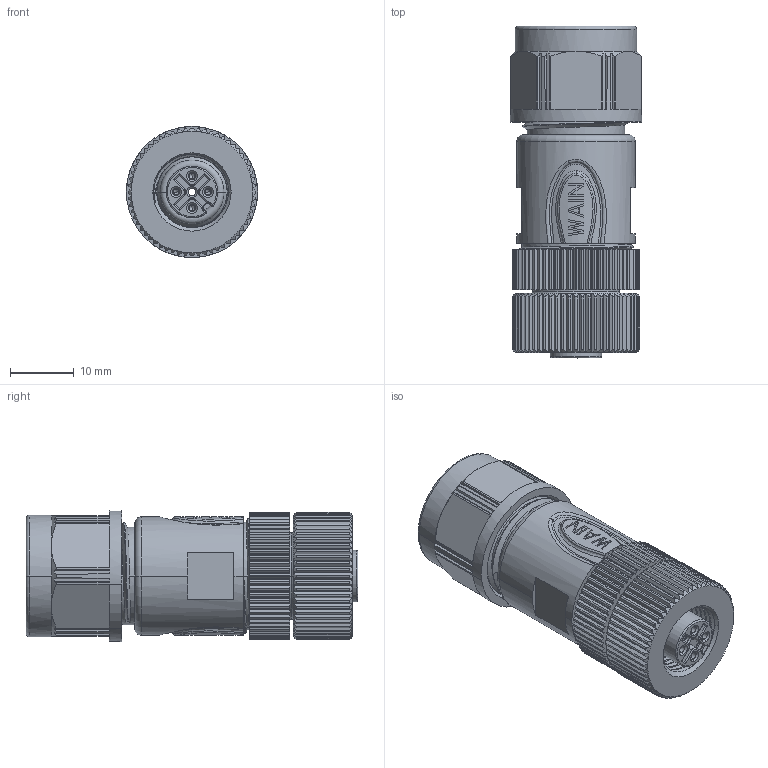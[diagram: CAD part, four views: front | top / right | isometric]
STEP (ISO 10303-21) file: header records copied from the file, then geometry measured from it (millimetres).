
FILE_DESCRIPTION((''),'2;1');
FILE_NAME('3D_1630044213003_M12-F04A-T-D10','2017-07-13T',('zq.xu'),(''),'PRO/ENGINEER BY PARAMETRIC TECHNOLOGY CORPORATION, 2012480','PRO/ENGINEER BY PARAMETRIC TECHNOLOGY CORPORATION, 2012480','');
FILE_SCHEMA(('AUTOMOTIVE_DESIGN { 1 0 10303 214 1 1 1 1 }'));
Length unit declared in the file: millimetre
Products named in the file (1): 3D_1630044213003_M12-F04A-T-D10
Bounding box: 20.5 x 51.9 x 20.49 mm (x, y, z)
Volume: 9237.2 mm3; surface area: 12862.1 mm2
Topology: 1 solids, 1 shells, 2171 faces, 6390 edges, 4201 vertices
Faces by surface type: plane 822, cylinder 653, cone 349, bspline 139, extrusion 126, torus 80, sphere 2
Entity records: 103237 total; most frequent: CARTESIAN_POINT 48837, ORIENTED_EDGE 12744, DIRECTION 9544, EDGE_CURVE 6372, VERTEX_POINT 4201, AXIS2_PLACEMENT_3D 3497, VECTOR 2550, B_SPLINE_CURVE_WITH_KNOTS 2483
